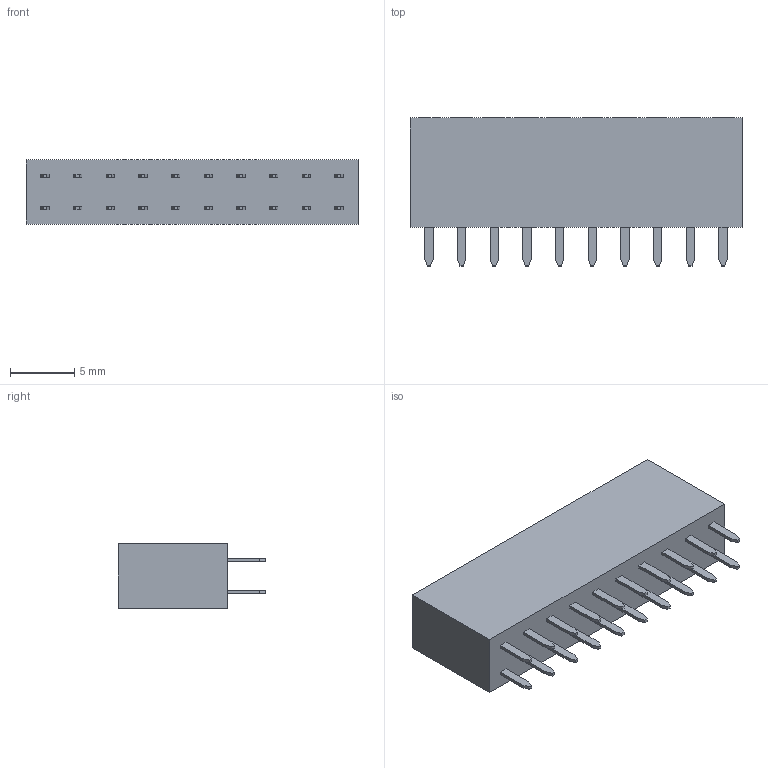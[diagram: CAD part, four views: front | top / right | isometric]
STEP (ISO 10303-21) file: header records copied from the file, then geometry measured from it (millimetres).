
FILE_DESCRIPTION( ('This file contains a STEP AP42 implementation' ,'as created by ZW3D STEP Interface translator.') ,'2;1' );
FILE_NAME( '2185B-2XXSXXCUNX1.stp' ,'23 419.164458', (''), ('ZWCAD Software Co.'), 'Version 1.0', 'ZW3D to STEP translator', '' );
FILE_SCHEMA(('AUTOMOTIVE_DESIGN { 1 0 10303 214 1 1 1 1 }'));
Length unit declared in the file: millimetre
Products named in the file (2): 0; 2185B-220SXXCUNX1
Bounding box: 25.8 x 11.5 x 5.04 mm (x, y, z)
Volume: 844.5 mm3; surface area: 2280.1 mm2
Topology: 1 solids, 1 shells, 1866 faces, 5296 edges, 3412 vertices
Faces by surface type: plane 1386, cylinder 280, bspline 200
Entity records: 79944 total; most frequent: CARTESIAN_POINT 39925, ORIENTED_EDGE 10592, EDGE_CURVE 5296, B_SPLINE_CURVE_WITH_KNOTS 4774, DIRECTION 3856, VERTEX_POINT 3412, EDGE_LOOP 1966, FACE_OUTER_BOUND 1866
